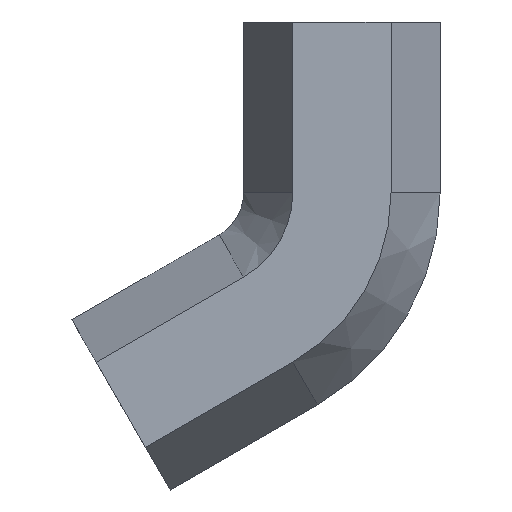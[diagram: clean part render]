
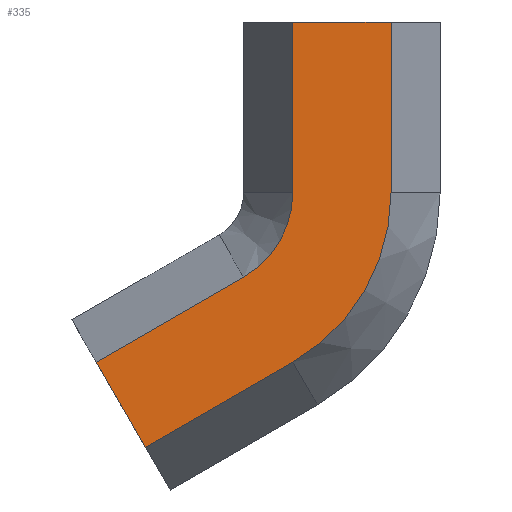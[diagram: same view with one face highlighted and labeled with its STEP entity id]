
A CAD part, top view. The second image highlights one B-rep face of the part: STEP entity #335.
In plain terms, the highlighted planar face has unit normal (0, 0, 1).
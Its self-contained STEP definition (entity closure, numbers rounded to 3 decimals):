
#31=PLANE('',#379);
#51=FACE_OUTER_BOUND('',#71,.T.);
#71=EDGE_LOOP('',(#301,#302,#303,#304,#305,#306,#307,#308));
#76=LINE('',#493,#110);
#88=LINE('',#517,#122);
#93=LINE('',#539,#127);
#96=LINE('',#547,#130);
#106=LINE('',#566,#140);
#107=LINE('',#568,#141);
#110=VECTOR('',#399,10.);
#122=VECTOR('',#417,10.);
#127=VECTOR('',#444,10.);
#130=VECTOR('',#453,10.);
#140=VECTOR('',#471,10.);
#141=VECTOR('',#474,10.);
#146=CIRCLE('',#362,23.094);
#151=CIRCLE('',#370,11.547);
#157=VERTEX_POINT('',#490);
#158=VERTEX_POINT('',#492);
#166=VERTEX_POINT('',#513);
#167=VERTEX_POINT('',#515);
#169=VERTEX_POINT('',#520);
#173=VERTEX_POINT('',#535);
#175=VERTEX_POINT('',#546);
#180=VERTEX_POINT('',#564);
#187=EDGE_CURVE('',#157,#158,#76,.T.);
#199=EDGE_CURVE('',#166,#167,#88,.T.);
#201=EDGE_CURVE('',#169,#157,#146,.T.);
#209=EDGE_CURVE('',#173,#166,#151,.T.);
#210=EDGE_CURVE('',#158,#167,#93,.T.);
#214=EDGE_CURVE('',#175,#173,#96,.T.);
#224=EDGE_CURVE('',#169,#180,#106,.T.);
#225=EDGE_CURVE('',#175,#180,#107,.T.);
#301=ORIENTED_EDGE('',*,*,#224,.T.);
#302=ORIENTED_EDGE('',*,*,#225,.F.);
#303=ORIENTED_EDGE('',*,*,#214,.T.);
#304=ORIENTED_EDGE('',*,*,#209,.T.);
#305=ORIENTED_EDGE('',*,*,#199,.T.);
#306=ORIENTED_EDGE('',*,*,#210,.F.);
#307=ORIENTED_EDGE('',*,*,#187,.F.);
#308=ORIENTED_EDGE('',*,*,#201,.F.);
#335=ADVANCED_FACE('',(#51),#31,.T.);
#362=AXIS2_PLACEMENT_3D('',#522,#421,#422);
#370=AXIS2_PLACEMENT_3D('',#537,#440,#441);
#379=AXIS2_PLACEMENT_3D('',#567,#472,#473);
#399=DIRECTION('',(-0.866,-0.5,0.));
#417=DIRECTION('',(-0.866,-0.5,0.));
#421=DIRECTION('center_axis',(0.,0.,-1.));
#422=DIRECTION('ref_axis',(1.,0.,0.));
#440=DIRECTION('center_axis',(0.,0.,-1.));
#441=DIRECTION('ref_axis',(1.,0.,0.));
#444=DIRECTION('',(-0.5,0.866,0.));
#453=DIRECTION('',(0.,-1.,0.));
#471=DIRECTION('',(0.,1.,0.));
#472=DIRECTION('center_axis',(0.,0.,1.));
#473=DIRECTION('ref_axis',(1.,0.,0.));
#474=DIRECTION('',(1.,0.,0.));
#490=CARTESIAN_POINT('',(24.226,-10.,10.));
#492=CARTESIAN_POINT('',(6.906,-20.,10.));
#493=CARTESIAN_POINT('',(24.226,-10.,10.));
#513=CARTESIAN_POINT('',(18.453,0.,10.));
#515=CARTESIAN_POINT('',(1.132,-10.,10.));
#517=CARTESIAN_POINT('',(18.453,0.,10.));
#520=CARTESIAN_POINT('',(35.774,10.,10.));
#522=CARTESIAN_POINT('Origin',(12.679,10.,10.));
#535=CARTESIAN_POINT('',(24.226,10.,10.));
#537=CARTESIAN_POINT('Origin',(12.679,10.,10.));
#539=CARTESIAN_POINT('',(1.132,-10.,10.));
#546=CARTESIAN_POINT('',(24.226,30.,10.));
#547=CARTESIAN_POINT('',(24.226,28.,10.));
#564=CARTESIAN_POINT('',(35.774,30.,10.));
#566=CARTESIAN_POINT('',(35.774,28.,10.));
#567=CARTESIAN_POINT('Origin',(24.226,28.,10.));
#568=CARTESIAN_POINT('',(24.226,30.,10.));
